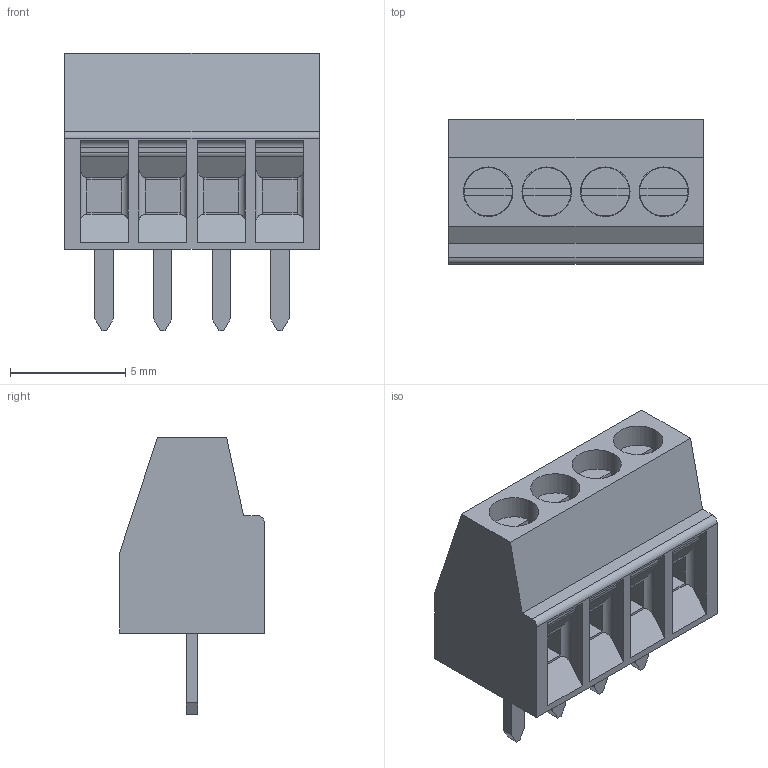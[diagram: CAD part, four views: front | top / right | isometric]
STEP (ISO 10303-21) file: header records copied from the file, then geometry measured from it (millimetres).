
FILE_DESCRIPTION (( 'STEP AP214' ), '1' );
FILE_NAME ('Degson_DG308-2.54-04P-14_Series_Screw_Terminal.STEP', '2014-01-22T17:30:16', ( 'pomocnik' ), ( '' ), 'SwSTEP 2.0', 'SolidWorks 2012', '' );
FILE_SCHEMA (( 'AUTOMOTIVE_DESIGN' ));
Length unit declared in the file: millimetre
Products named in the file (1): Degson_DG308-2.54-04P-14_Series_Screw_Terminal
Bounding box: 11.06 x 6.27 x 12.05 mm (x, y, z)
Volume: 413.9 mm3; surface area: 725.9 mm2
Topology: 2 solids, 2 shells, 167 faces, 416 edges, 272 vertices
Faces by surface type: plane 134, cylinder 33
Entity records: 5897 total; most frequent: CARTESIAN_POINT 904, ORIENTED_EDGE 832, DIRECTION 802, EDGE_CURVE 416, VECTOR 334, LINE 334, VERTEX_POINT 272, AXIS2_PLACEMENT_3D 234
